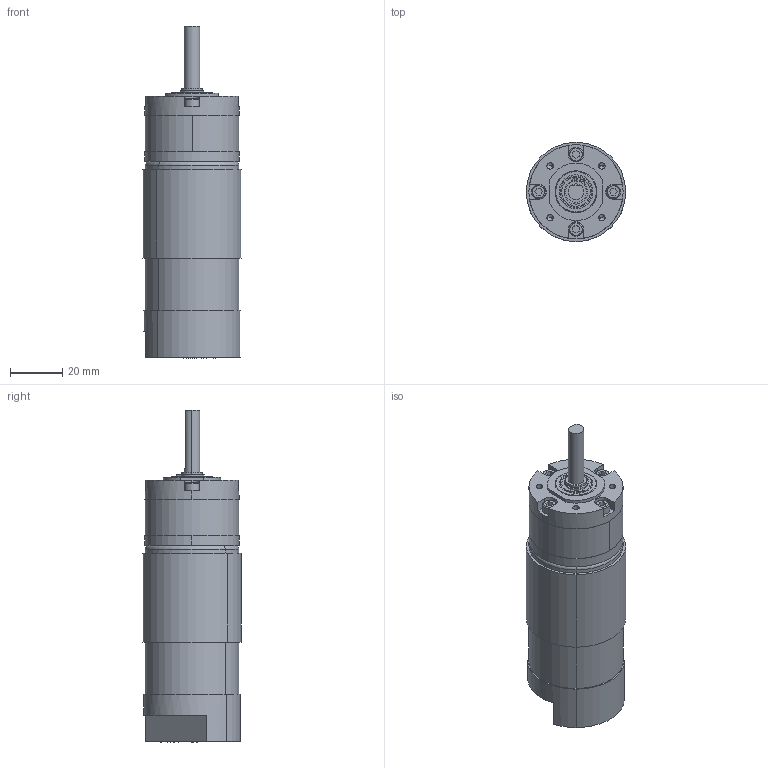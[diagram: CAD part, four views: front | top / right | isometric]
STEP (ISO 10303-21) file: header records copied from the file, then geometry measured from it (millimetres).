
FILE_DESCRIPTION (( 'STEP AP214' ), '1' );
FILE_NAME ('am-3461a NeveRest Orbital 3.7 REV2.STEP', '2017-08-09T15:28:44', ( '' ), ( '' ), 'SwSTEP 2.0', 'SolidWorks 2017', '' );
FILE_SCHEMA (( 'AUTOMOTIVE_DESIGN' ));
Length unit declared in the file: inch
Products named in the file (17): Shim; 97633A150_BLACK-FINISH STEEL EXTERNAL RETAINING RING; 7804K117_STAINLESS STEEL BALL BEARING; SHCS M3 x 16mm; NeveRest 4 Gearbox; am-3461a NeveRest Orbital 3.7 REV2; NeveRest 4 Gearbox Assembly; am-3104 NeveRest Motor; 97633A150_BLACK-FINISH STEEL EXTERNAL RETAINING RING_97633A150_grv; 7804K117_STAINLESS STEEL BALL BEARING_7804K117
Assembly tree (10 placements, depth 3):
  Shim
  97633A150_BLACK-FINISH STEEL EXTERNAL RETAINING RING
  7804K117_STAINLESS STEEL BALL BEARING
  SHCS M3 x 16mm
  SHCS M3 x 16mm
Bounding box: 37.86 x 37.86 x 127.04 mm (x, y, z)
Volume: 103744.1 mm3; surface area: 21699.3 mm2
Topology: 24 solids, 24 shells, 594 faces, 1492 edges, 976 vertices
Faces by surface type: plane 269, bspline 126, cylinder 123, cone 40, sphere 24, torus 12
Entity records: 27836 total; most frequent: CARTESIAN_POINT 10563, ORIENTED_EDGE 2596, DIRECTION 2184, EDGE_CURVE 1298, VERTEX_POINT 862, LINE 754, VECTOR 754, AXIS2_PLACEMENT_3D 715
